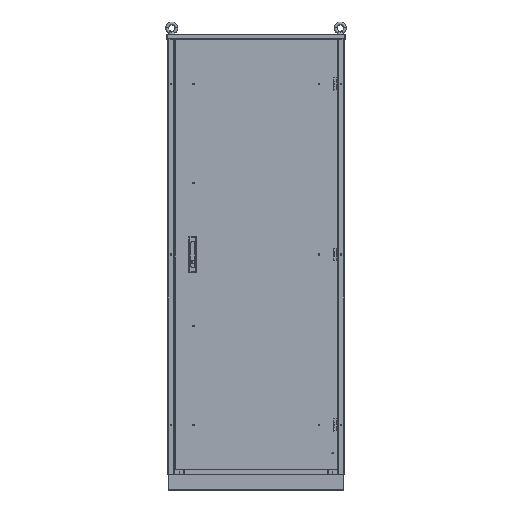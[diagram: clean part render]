
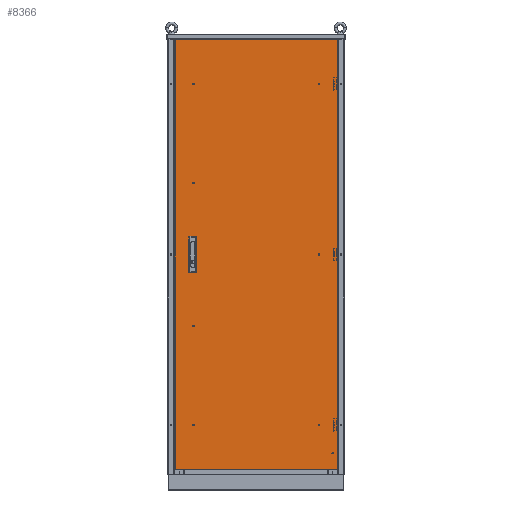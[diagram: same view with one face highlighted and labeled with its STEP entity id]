
A CAD part, top view. The second image highlights one B-rep face of the part: STEP entity #8366.
In plain terms, the highlighted planar face has unit normal (0, 0, 1).
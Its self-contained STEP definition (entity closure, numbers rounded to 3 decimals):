
#918 = LINE ( 'NONE', #64978, #19765 ) ;
#2107 = PLANE ( 'NONE',  #9930 ) ;
#2835 = VERTEX_POINT ( 'NONE', #56737 ) ;
#5883 = CARTESIAN_POINT ( 'NONE',  ( -740., 978.5, 1.5 ) ) ;
#7661 = VECTOR ( 'NONE', #28023, 1000. ) ;
#8248 = EDGE_CURVE ( 'NONE', #70527, #2835, #918, .T. ) ;
#8366 = ADVANCED_FACE ( 'NONE', ( #38688, #55179, #31120 ), #2107, .T. ) ;
#9314 = ORIENTED_EDGE ( 'NONE', *, *, #101842, .F. ) ;
#9418 = DIRECTION ( 'NONE',  ( 1., 0., 0. ) ) ;
#9930 = AXIS2_PLACEMENT_3D ( 'NONE', #50398, #58551, #10171 ) ;
#10123 = LINE ( 'NONE', #13070, #29023 ) ;
#10171 = DIRECTION ( 'NONE',  ( 1., 0., 0. ) ) ;
#10254 = ORIENTED_EDGE ( 'NONE', *, *, #53520, .F. ) ;
#10807 = LINE ( 'NONE', #69594, #93808 ) ;
#10932 = VECTOR ( 'NONE', #80327, 1000. ) ;
#11332 = CARTESIAN_POINT ( 'NONE',  ( -671., -24.75, 1.5 ) ) ;
#11725 = CARTESIAN_POINT ( 'NONE',  ( -645.5, -75.25, 1.5 ) ) ;
#12209 = EDGE_CURVE ( 'NONE', #80772, #18623, #23675, .T. ) ;
#13070 = CARTESIAN_POINT ( 'NONE',  ( -645.5, 75.25, 1.5 ) ) ;
#16262 = ORIENTED_EDGE ( 'NONE', *, *, #44057, .F. ) ;
#18623 = VERTEX_POINT ( 'NONE', #69189 ) ;
#19765 = VECTOR ( 'NONE', #56817, 1000. ) ;
#19895 = VECTOR ( 'NONE', #54552, 1000. ) ;
#19903 = CARTESIAN_POINT ( 'NONE',  ( -671., 24.75, 1.5 ) ) ;
#20167 = ORIENTED_EDGE ( 'NONE', *, *, #31847, .T. ) ;
#21000 = EDGE_CURVE ( 'NONE', #30173, #78606, #75344, .T. ) ;
#22466 = VECTOR ( 'NONE', #55822, 1000. ) ;
#22893 = ORIENTED_EDGE ( 'NONE', *, *, #29866, .F. ) ;
#23549 = CARTESIAN_POINT ( 'NONE',  ( 0., 978.5, 1.5 ) ) ;
#23605 = CARTESIAN_POINT ( 'NONE',  ( -740., 978.5, 1.5 ) ) ;
#23675 = LINE ( 'NONE', #5883, #37534 ) ;
#24424 = ORIENTED_EDGE ( 'NONE', *, *, #83838, .F. ) ;
#25709 = CARTESIAN_POINT ( 'NONE',  ( 0., -978.5, 1.5 ) ) ;
#27483 = ORIENTED_EDGE ( 'NONE', *, *, #12209, .T. ) ;
#28023 = DIRECTION ( 'NONE',  ( 1., 0., 0. ) ) ;
#29023 = VECTOR ( 'NONE', #29317, 1000. ) ;
#29317 = DIRECTION ( 'NONE',  ( 0., 1., 0. ) ) ;
#29866 = EDGE_CURVE ( 'NONE', #101183, #70527, #10123, .T. ) ;
#30173 = VERTEX_POINT ( 'NONE', #25709 ) ;
#31120 = FACE_OUTER_BOUND ( 'NONE', #102530, .T. ) ;
#31847 = EDGE_CURVE ( 'NONE', #78606, #80772, #65530, .T. ) ;
#34106 = LINE ( 'NONE', #19903, #7661 ) ;
#35993 = VECTOR ( 'NONE', #51593, 1000. ) ;
#36482 = CARTESIAN_POINT ( 'NONE',  ( -645.5, 75.25, 1.5 ) ) ;
#37534 = VECTOR ( 'NONE', #54217, 1000. ) ;
#37740 = LINE ( 'NONE', #54630, #99311 ) ;
#38688 = FACE_BOUND ( 'NONE', #40692, .T. ) ;
#40692 = EDGE_LOOP ( 'NONE', ( #10254, #9314, #65891, #22893 ) ) ;
#41418 = ORIENTED_EDGE ( 'NONE', *, *, #93033, .T. ) ;
#44057 = EDGE_CURVE ( 'NONE', #70617, #46767, #57664, .T. ) ;
#44693 = EDGE_CURVE ( 'NONE', #87771, #70617, #102667, .T. ) ;
#46760 = CARTESIAN_POINT ( 'NONE',  ( -645.5, -75.25, 1.5 ) ) ;
#46767 = VERTEX_POINT ( 'NONE', #67394 ) ;
#48443 = LINE ( 'NONE', #81960, #64911 ) ;
#49895 = ORIENTED_EDGE ( 'NONE', *, *, #67811, .F. ) ;
#50398 = CARTESIAN_POINT ( 'NONE',  ( 0., 0., 1.5 ) ) ;
#51593 = DIRECTION ( 'NONE',  ( -1., 0., 0. ) ) ;
#53520 = EDGE_CURVE ( 'NONE', #83595, #101183, #34106, .T. ) ;
#53874 = CARTESIAN_POINT ( 'NONE',  ( -671., -24.75, 1.5 ) ) ;
#54217 = DIRECTION ( 'NONE',  ( 0., -1., 0. ) ) ;
#54512 = ORIENTED_EDGE ( 'NONE', *, *, #44693, .F. ) ;
#54552 = DIRECTION ( 'NONE',  ( 0., 1., 0. ) ) ;
#54630 = CARTESIAN_POINT ( 'NONE',  ( -671., 75.25, 1.5 ) ) ;
#55179 = FACE_BOUND ( 'NONE', #94949, .T. ) ;
#55822 = DIRECTION ( 'NONE',  ( -1., 0., 0. ) ) ;
#56737 = CARTESIAN_POINT ( 'NONE',  ( -671., 75.25, 1.5 ) ) ;
#56817 = DIRECTION ( 'NONE',  ( -1., 0., 0. ) ) ;
#57664 = LINE ( 'NONE', #58498, #97669 ) ;
#58498 = CARTESIAN_POINT ( 'NONE',  ( -671., -75.25, 1.5 ) ) ;
#58551 = DIRECTION ( 'NONE',  ( 0., 0., 1. ) ) ;
#61739 = CARTESIAN_POINT ( 'NONE',  ( -645.5, -24.75, 1.5 ) ) ;
#62340 = ORIENTED_EDGE ( 'NONE', *, *, #21000, .T. ) ;
#63497 = CARTESIAN_POINT ( 'NONE',  ( -671., 24.75, 1.5 ) ) ;
#64911 = VECTOR ( 'NONE', #9418, 1000. ) ;
#64978 = CARTESIAN_POINT ( 'NONE',  ( -671., 75.25, 1.5 ) ) ;
#65530 = LINE ( 'NONE', #103770, #22466 ) ;
#65891 = ORIENTED_EDGE ( 'NONE', *, *, #8248, .F. ) ;
#66660 = DIRECTION ( 'NONE',  ( 0., -1., 0. ) ) ;
#67394 = CARTESIAN_POINT ( 'NONE',  ( -671., -75.25, 1.5 ) ) ;
#67811 = EDGE_CURVE ( 'NONE', #68054, #87771, #84197, .T. ) ;
#68054 = VERTEX_POINT ( 'NONE', #11725 ) ;
#69189 = CARTESIAN_POINT ( 'NONE',  ( -740., -978.5, 1.5 ) ) ;
#69594 = CARTESIAN_POINT ( 'NONE',  ( -740., -978.5, 1.5 ) ) ;
#69971 = CARTESIAN_POINT ( 'NONE',  ( -645.5, 24.75, 1.5 ) ) ;
#70527 = VERTEX_POINT ( 'NONE', #36482 ) ;
#70617 = VERTEX_POINT ( 'NONE', #53874 ) ;
#75344 = LINE ( 'NONE', #23549, #10932 ) ;
#77611 = DIRECTION ( 'NONE',  ( 1., 0., 0. ) ) ;
#78606 = VERTEX_POINT ( 'NONE', #96634 ) ;
#80327 = DIRECTION ( 'NONE',  ( 0., 1., 0. ) ) ;
#80772 = VERTEX_POINT ( 'NONE', #23605 ) ;
#81960 = CARTESIAN_POINT ( 'NONE',  ( -671., -75.25, 1.5 ) ) ;
#83595 = VERTEX_POINT ( 'NONE', #63497 ) ;
#83838 = EDGE_CURVE ( 'NONE', #46767, #68054, #48443, .T. ) ;
#84197 = LINE ( 'NONE', #46760, #19895 ) ;
#87771 = VERTEX_POINT ( 'NONE', #61739 ) ;
#93033 = EDGE_CURVE ( 'NONE', #18623, #30173, #10807, .T. ) ;
#93808 = VECTOR ( 'NONE', #77611, 1000. ) ;
#94949 = EDGE_LOOP ( 'NONE', ( #49895, #24424, #16262, #54512 ) ) ;
#96634 = CARTESIAN_POINT ( 'NONE',  ( 0., 978.5, 1.5 ) ) ;
#97669 = VECTOR ( 'NONE', #66660, 1000. ) ;
#99311 = VECTOR ( 'NONE', #102602, 1000. ) ;
#101183 = VERTEX_POINT ( 'NONE', #69971 ) ;
#101842 = EDGE_CURVE ( 'NONE', #2835, #83595, #37740, .T. ) ;
#102530 = EDGE_LOOP ( 'NONE', ( #27483, #41418, #62340, #20167 ) ) ;
#102602 = DIRECTION ( 'NONE',  ( 0., -1., 0. ) ) ;
#102667 = LINE ( 'NONE', #11332, #35993 ) ;
#103770 = CARTESIAN_POINT ( 'NONE',  ( -740., 978.5, 1.5 ) ) ;
